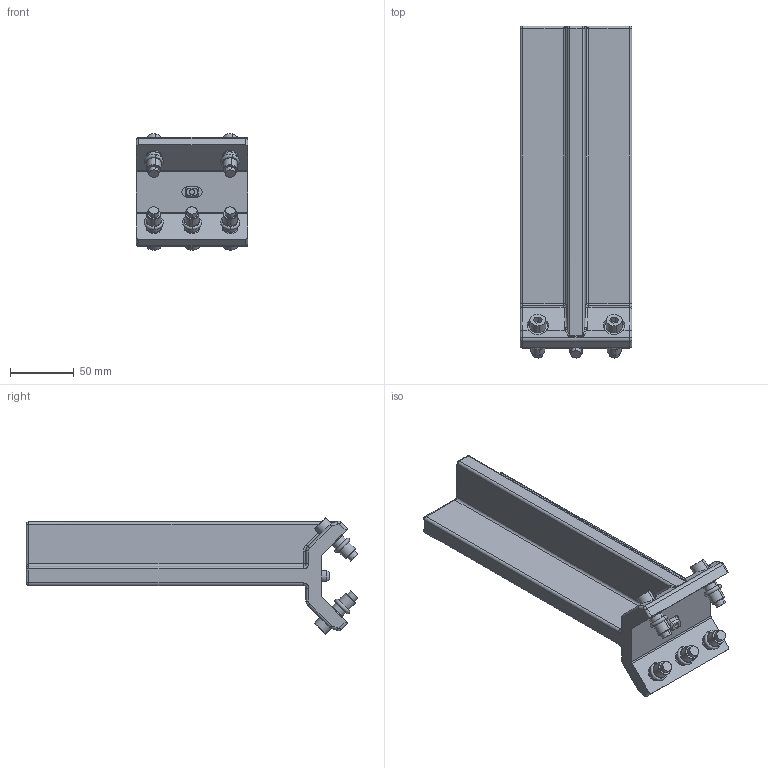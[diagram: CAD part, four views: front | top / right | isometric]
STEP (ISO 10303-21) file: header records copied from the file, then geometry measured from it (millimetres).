
FILE_DESCRIPTION(('CATIA V5 STEP Exchange'),'2;1');
FILE_NAME('AEGT232.stp','2017-07-19T07:22:28+00:00',('none'),('none'),'CATIA Version 5 Release 21 GA (IN-10)','CATIA V5 STEP AP203','none');
FILE_SCHEMA(('CONFIG_CONTROL_DESIGN'));
Length unit declared in the file: millimetre
Products named in the file (1): AEGT232
Bounding box: 88 x 260.83 x 91.56 mm (x, y, z)
Volume: 525116.3 mm3; surface area: 92991.9 mm2
Topology: 1 solids, 6 shells, 329 faces, 736 edges, 446 vertices
Faces by surface type: cylinder 145, plane 114, cone 32, torus 18, sphere 8, bspline 8, revolution 4
Entity records: 9268 total; most frequent: CARTESIAN_POINT 2476, ORIENTED_EDGE 1452, DIRECTION 1143, EDGE_CURVE 726, AXIS2_PLACEMENT_3D 562, VERTEX_POINT 446, EDGE_LOOP 376, VECTOR 350
